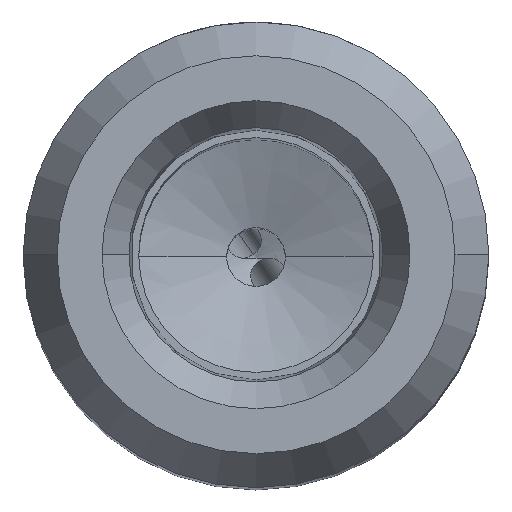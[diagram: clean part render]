
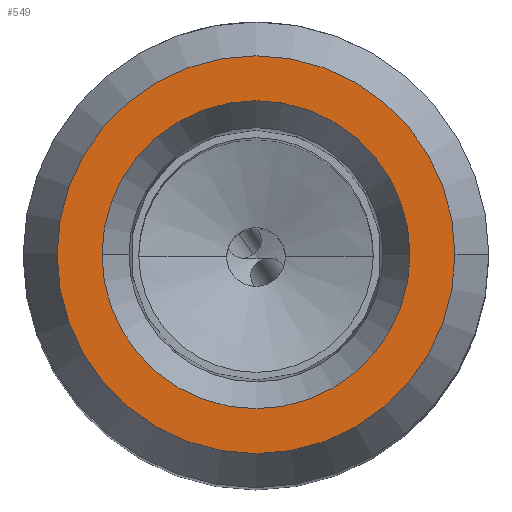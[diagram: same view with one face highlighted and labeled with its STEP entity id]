
A CAD part, top view. The second image highlights one B-rep face of the part: STEP entity #549.
In plain terms, the highlighted planar face has unit normal (0, 0, 1).
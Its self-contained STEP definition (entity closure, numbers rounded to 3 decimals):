
#104=PLANE('',#3910);
#143=FACE_BOUND('',#993,.T.);
#144=FACE_BOUND('',#994,.T.);
#549=ADVANCED_FACE('',(#143,#144),#104,.T.);
#993=EDGE_LOOP('',(#1466,#1467));
#994=EDGE_LOOP('',(#1468,#1469));
#1193=CIRCLE('',#3904,5.25);
#1194=CIRCLE('',#3906,5.25);
#1195=CIRCLE('',#3908,6.783);
#1196=CIRCLE('',#3909,6.783);
#1466=ORIENTED_EDGE('',*,*,#2979,.T.);
#1467=ORIENTED_EDGE('',*,*,#2980,.T.);
#1468=ORIENTED_EDGE('',*,*,#2981,.T.);
#1469=ORIENTED_EDGE('',*,*,#2982,.T.);
#2543=VERTEX_POINT('',#5805);
#2544=VERTEX_POINT('',#5807);
#2545=VERTEX_POINT('',#5813);
#2546=VERTEX_POINT('',#5814);
#2979=EDGE_CURVE('',#2543,#2544,#1193,.T.);
#2980=EDGE_CURVE('',#2544,#2543,#1194,.T.);
#2981=EDGE_CURVE('',#2545,#2546,#1195,.T.);
#2982=EDGE_CURVE('',#2546,#2545,#1196,.T.);
#3904=AXIS2_PLACEMENT_3D('',#5808,#4333,#4334);
#3906=AXIS2_PLACEMENT_3D('',#5810,#4337,#4338);
#3908=AXIS2_PLACEMENT_3D('',#5812,#4341,#4342);
#3909=AXIS2_PLACEMENT_3D('',#5815,#4343,#4344);
#3910=AXIS2_PLACEMENT_3D('',#5816,#4345,#4346);
#4333=DIRECTION('',(0.,0.,-1.));
#4334=DIRECTION('',(-1.,0.,0.));
#4337=DIRECTION('',(0.,0.,-1.));
#4338=DIRECTION('',(1.,0.,0.));
#4341=DIRECTION('',(0.,0.,1.));
#4342=DIRECTION('',(-1.,0.,0.));
#4343=DIRECTION('',(0.,0.,1.));
#4344=DIRECTION('',(1.,0.,0.));
#4345=DIRECTION('',(0.,0.,1.));
#4346=DIRECTION('',(-1.,0.,0.));
#5805=CARTESIAN_POINT('',(-5.25,0.,24.5));
#5807=CARTESIAN_POINT('',(5.25,0.,24.5));
#5808=CARTESIAN_POINT('',(0.,0.,24.5));
#5810=CARTESIAN_POINT('',(0.,0.,24.5));
#5812=CARTESIAN_POINT('',(0.,0.,24.5));
#5813=CARTESIAN_POINT('',(-6.783,0.,24.5));
#5814=CARTESIAN_POINT('',(6.783,0.,24.5));
#5815=CARTESIAN_POINT('',(0.,0.,24.5));
#5816=CARTESIAN_POINT('',(0.,0.,24.5));
